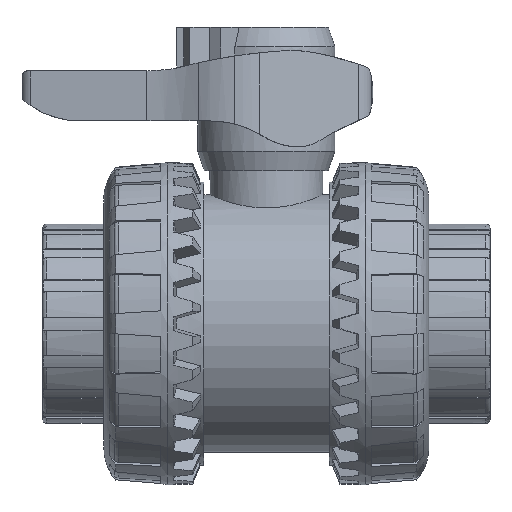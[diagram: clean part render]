
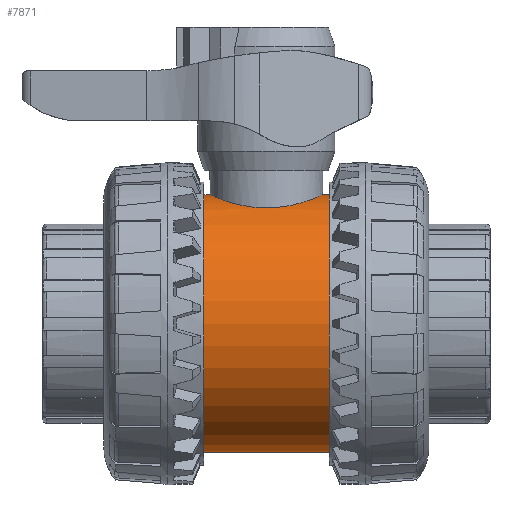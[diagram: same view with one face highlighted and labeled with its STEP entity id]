
A CAD part, front view. The second image highlights one B-rep face of the part: STEP entity #7871.
In plain terms, the highlighted cylindrical face has radius 40 mm (diameter 80 mm), a full revolution.
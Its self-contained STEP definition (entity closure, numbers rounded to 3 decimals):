
#1539=B_SPLINE_CURVE_WITH_KNOTS('',3,(#11844,#11845,#11846,#11847,#11848,
#11849,#11850,#11851,#11852,#11853,#11854,#11855,#11856,#11857,#11858,#11859,
#11860,#11861,#11862,#11863,#11864,#11865,#11866,#11867,#11868,#11869,#11870,
#11871,#11872,#11873,#11874,#11875,#11876,#11877,#11878,#11879,#11880,#11881,
#11882,#11883,#11884,#11885,#11886,#11887,#11888,#11889,#11890,#11891,#11892,
#11893,#11894,#11895,#11896,#11897,#11898,#11899,#11900,#11901,#11902,#11903,
#11904,#11905,#11906,#11907,#11908,#11909,#11910,#11911,#11912,#11913,#11914,
#11915,#11916,#11917,#11918,#11919,#11920,#11921,#11922,#11923,#11924,#11925,
#11926,#11927,#11928,#11929,#11930,#11931,#11932,#11933,#11934,#11935,#11936,
#11937,#11938,#11939,#11940),.UNSPECIFIED.,.T.,.F.,(4,3,3,3,3,3,3,3,3,3,
3,3,3,3,3,3,3,3,3,3,3,3,3,3,3,3,3,3,3,3,3,3,4),(0.,0.405,0.844,
1.152,1.304,1.424,1.859,2.283,
2.585,2.769,3.178,3.613,3.895,
4.017,4.461,4.881,5.29,5.45,
5.863,6.308,6.619,6.778,7.213,
7.65,8.01,8.144,8.56,8.997,
9.272,9.453,9.898,10.31,10.707),
 .UNSPECIFIED.);
#1678=FACE_BOUND('',#2176,.T.);
#1679=FACE_BOUND('',#2177,.T.);
#1715=FACE_OUTER_BOUND('',#2175,.T.);
#2175=EDGE_LOOP('',(#5232));
#2176=EDGE_LOOP('',(#5233));
#2177=EDGE_LOOP('',(#5234));
#2664=CIRCLE('',#8337,40.);
#2665=CIRCLE('',#8339,40.);
#3087=VERTEX_POINT('',#11843);
#3088=VERTEX_POINT('',#11943);
#3089=VERTEX_POINT('',#11946);
#3949=EDGE_CURVE('',#3087,#3087,#1539,.T.);
#3950=EDGE_CURVE('',#3088,#3088,#2664,.T.);
#3951=EDGE_CURVE('',#3089,#3089,#2665,.T.);
#5232=ORIENTED_EDGE('',*,*,#3950,.F.);
#5233=ORIENTED_EDGE('',*,*,#3949,.T.);
#5234=ORIENTED_EDGE('',*,*,#3951,.F.);
#7785=CYLINDRICAL_SURFACE('',#8338,40.);
#7871=ADVANCED_FACE('',(#1715,#1678,#1679),#7785,.T.);
#8337=AXIS2_PLACEMENT_3D('',#11944,#9386,#9387);
#8338=AXIS2_PLACEMENT_3D('',#11945,#9388,#9389);
#8339=AXIS2_PLACEMENT_3D('',#11947,#9390,#9391);
#9386=DIRECTION('center_axis',(-1.,0.,0.));
#9387=DIRECTION('ref_axis',(0.,-1.,0.));
#9388=DIRECTION('center_axis',(1.,0.,0.));
#9389=DIRECTION('ref_axis',(0.,-1.,0.));
#9390=DIRECTION('center_axis',(1.,0.,0.));
#9391=DIRECTION('ref_axis',(0.,-1.,0.));
#11843=CARTESIAN_POINT('',(0.,-17.5,35.969));
#11844=CARTESIAN_POINT('Ctrl Pts',(0.,-17.5,35.969));
#11845=CARTESIAN_POINT('Ctrl Pts',(-1.348,-17.5,35.969));
#11846=CARTESIAN_POINT('Ctrl Pts',(-2.744,-17.341,
36.048));
#11847=CARTESIAN_POINT('Ctrl Pts',(-4.109,-17.011,
36.203));
#11848=CARTESIAN_POINT('Ctrl Pts',(-5.592,-16.653,
36.371));
#11849=CARTESIAN_POINT('Ctrl Pts',(-7.038,-16.094,
36.628));
#11850=CARTESIAN_POINT('Ctrl Pts',(-8.371,-15.368,
36.93));
#11851=CARTESIAN_POINT('Ctrl Pts',(-9.307,-14.858,
37.142));
#11852=CARTESIAN_POINT('Ctrl Pts',(-10.188,-14.266,
37.376));
#11853=CARTESIAN_POINT('Ctrl Pts',(-10.993,-13.617,
37.611));
#11854=CARTESIAN_POINT('Ctrl Pts',(-11.389,-13.297,
37.727));
#11855=CARTESIAN_POINT('Ctrl Pts',(-11.767,-12.963,
37.843));
#11856=CARTESIAN_POINT('Ctrl Pts',(-12.124,-12.619,
37.957));
#11857=CARTESIAN_POINT('Ctrl Pts',(-12.409,-12.346,
38.048));
#11858=CARTESIAN_POINT('Ctrl Pts',(-12.681,-12.066,
38.138));
#11859=CARTESIAN_POINT('Ctrl Pts',(-12.949,-11.772,
38.229));
#11860=CARTESIAN_POINT('Ctrl Pts',(-13.916,-10.708,
38.556));
#11861=CARTESIAN_POINT('Ctrl Pts',(-14.787,-9.48,
38.884));
#11862=CARTESIAN_POINT('Ctrl Pts',(-15.49,-8.144,
39.162));
#11863=CARTESIAN_POINT('Ctrl Pts',(-16.174,-6.842,
39.433));
#11864=CARTESIAN_POINT('Ctrl Pts',(-16.699,-5.438,
39.655));
#11865=CARTESIAN_POINT('Ctrl Pts',(-17.036,-4.003,39.799));
#11866=CARTESIAN_POINT('Ctrl Pts',(-17.276,-2.98,39.902));
#11867=CARTESIAN_POINT('Ctrl Pts',(-17.422,-1.942,
39.966));
#11868=CARTESIAN_POINT('Ctrl Pts',(-17.476,-0.921,
39.989));
#11869=CARTESIAN_POINT('Ctrl Pts',(-17.508,-0.3,
40.004));
#11870=CARTESIAN_POINT('Ctrl Pts',(-17.508,0.309,
40.004));
#11871=CARTESIAN_POINT('Ctrl Pts',(-17.475,0.931,
39.989));
#11872=CARTESIAN_POINT('Ctrl Pts',(-17.402,2.313,39.957));
#11873=CARTESIAN_POINT('Ctrl Pts',(-17.158,3.726,39.85));
#11874=CARTESIAN_POINT('Ctrl Pts',(-16.743,5.092,39.675));
#11875=CARTESIAN_POINT('Ctrl Pts',(-16.301,6.545,39.488));
#11876=CARTESIAN_POINT('Ctrl Pts',(-15.665,7.943,39.225));
#11877=CARTESIAN_POINT('Ctrl Pts',(-14.876,9.216,38.924));
#11878=CARTESIAN_POINT('Ctrl Pts',(-14.365,10.041,38.728));
#11879=CARTESIAN_POINT('Ctrl Pts',(-13.791,10.813,38.518));
#11880=CARTESIAN_POINT('Ctrl Pts',(-13.175,11.519,38.306));
#11881=CARTESIAN_POINT('Ctrl Pts',(-12.909,11.823,38.214));
#11882=CARTESIAN_POINT('Ctrl Pts',(-12.635,12.115,38.122));
#11883=CARTESIAN_POINT('Ctrl Pts',(-12.355,12.394,38.032));
#11884=CARTESIAN_POINT('Ctrl Pts',(-11.332,13.414,37.699));
#11885=CARTESIAN_POINT('Ctrl Pts',(-10.131,14.351,37.346));
#11886=CARTESIAN_POINT('Ctrl Pts',(-8.807,15.122,37.031));
#11887=CARTESIAN_POINT('Ctrl Pts',(-7.557,15.85,36.734));
#11888=CARTESIAN_POINT('Ctrl Pts',(-6.199,16.43,36.472));
#11889=CARTESIAN_POINT('Ctrl Pts',(-4.794,16.83,36.287));
#11890=CARTESIAN_POINT('Ctrl Pts',(-3.425,17.22,36.106));
#11891=CARTESIAN_POINT('Ctrl Pts',(-2.014,17.438,35.999));
#11892=CARTESIAN_POINT('Ctrl Pts',(-0.638,17.488,
35.974));
#11893=CARTESIAN_POINT('Ctrl Pts',(-0.098,17.508,
35.965));
#11894=CARTESIAN_POINT('Ctrl Pts',(0.436,17.503,35.967));
#11895=CARTESIAN_POINT('Ctrl Pts',(0.978,17.473,35.982));
#11896=CARTESIAN_POINT('Ctrl Pts',(2.373,17.395,36.02));
#11897=CARTESIAN_POINT('Ctrl Pts',(3.797,17.144,36.143));
#11898=CARTESIAN_POINT('Ctrl Pts',(5.171,16.719,36.338));
#11899=CARTESIAN_POINT('Ctrl Pts',(6.651,16.261,36.549));
#11900=CARTESIAN_POINT('Ctrl Pts',(8.073,15.602,36.842));
#11901=CARTESIAN_POINT('Ctrl Pts',(9.363,14.785,37.167));
#11902=CARTESIAN_POINT('Ctrl Pts',(10.262,14.215,37.394));
#11903=CARTESIAN_POINT('Ctrl Pts',(11.097,13.571,37.635));
#11904=CARTESIAN_POINT('Ctrl Pts',(11.849,12.878,37.87));
#11905=CARTESIAN_POINT('Ctrl Pts',(12.235,12.523,37.991));
#11906=CARTESIAN_POINT('Ctrl Pts',(12.597,12.159,38.109));
#11907=CARTESIAN_POINT('Ctrl Pts',(12.951,11.77,38.229));
#11908=CARTESIAN_POINT('Ctrl Pts',(13.918,10.705,38.557));
#11909=CARTESIAN_POINT('Ctrl Pts',(14.79,9.476,38.885));
#11910=CARTESIAN_POINT('Ctrl Pts',(15.493,8.138,39.163));
#11911=CARTESIAN_POINT('Ctrl Pts',(16.197,6.797,39.442));
#11912=CARTESIAN_POINT('Ctrl Pts',(16.732,5.347,39.669));
#11913=CARTESIAN_POINT('Ctrl Pts',(17.068,3.866,39.813));
#11914=CARTESIAN_POINT('Ctrl Pts',(17.344,2.644,39.931));
#11915=CARTESIAN_POINT('Ctrl Pts',(17.485,1.403,39.994));
#11916=CARTESIAN_POINT('Ctrl Pts',(17.499,0.197,40.));
#11917=CARTESIAN_POINT('Ctrl Pts',(17.504,-0.248,
40.002));
#11918=CARTESIAN_POINT('Ctrl Pts',(17.492,-0.694,
39.997));
#11919=CARTESIAN_POINT('Ctrl Pts',(17.462,-1.146,39.984));
#11920=CARTESIAN_POINT('Ctrl Pts',(17.37,-2.557,39.943));
#11921=CARTESIAN_POINT('Ctrl Pts',(17.1,-3.996,39.824));
#11922=CARTESIAN_POINT('Ctrl Pts',(16.652,-5.38,39.636));
#11923=CARTESIAN_POINT('Ctrl Pts',(16.183,-6.832,39.439));
#11924=CARTESIAN_POINT('Ctrl Pts',(15.52,-8.224,39.167));
#11925=CARTESIAN_POINT('Ctrl Pts',(14.707,-9.485,38.859));
#11926=CARTESIAN_POINT('Ctrl Pts',(14.197,-10.275,38.666));
#11927=CARTESIAN_POINT('Ctrl Pts',(13.629,-11.015,38.46));
#11928=CARTESIAN_POINT('Ctrl Pts',(13.023,-11.69,38.254));
#11929=CARTESIAN_POINT('Ctrl Pts',(12.622,-12.136,38.117));
#11930=CARTESIAN_POINT('Ctrl Pts',(12.21,-12.551,37.982));
#11931=CARTESIAN_POINT('Ctrl Pts',(11.767,-12.953,37.845));
#11932=CARTESIAN_POINT('Ctrl Pts',(10.68,-13.941,37.507));
#11933=CARTESIAN_POINT('Ctrl Pts',(9.423,-14.827,37.159));
#11934=CARTESIAN_POINT('Ctrl Pts',(8.055,-15.536,36.86));
#11935=CARTESIAN_POINT('Ctrl Pts',(6.787,-16.193,36.583));
#11936=CARTESIAN_POINT('Ctrl Pts',(5.424,-16.7,36.349));
#11937=CARTESIAN_POINT('Ctrl Pts',(4.031,-17.03,36.194));
#11938=CARTESIAN_POINT('Ctrl Pts',(2.69,-17.347,36.045));
#11939=CARTESIAN_POINT('Ctrl Pts',(1.322,-17.5,35.969));
#11940=CARTESIAN_POINT('Ctrl Pts',(0.,-17.5,35.969));
#11943=CARTESIAN_POINT('',(-33.8,40.,0.));
#11944=CARTESIAN_POINT('Origin',(-33.8,0.,0.));
#11945=CARTESIAN_POINT('Origin',(0.,0.,0.));
#11946=CARTESIAN_POINT('',(33.8,40.,0.));
#11947=CARTESIAN_POINT('Origin',(33.8,0.,0.));
